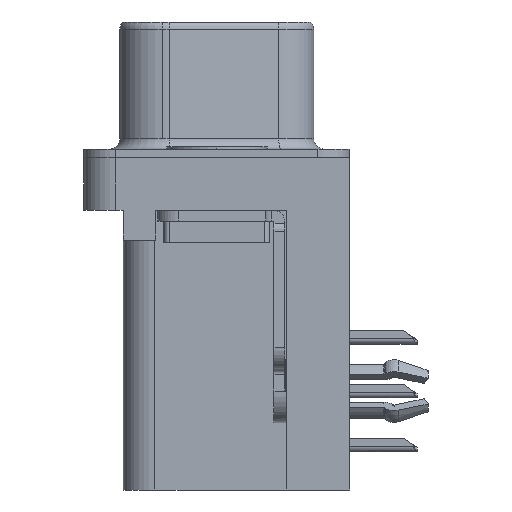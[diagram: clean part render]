
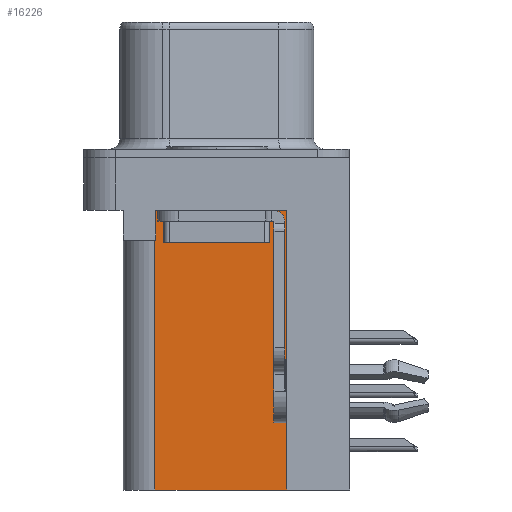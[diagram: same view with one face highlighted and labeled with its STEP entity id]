
A CAD part, left-side view. The second image highlights one B-rep face of the part: STEP entity #16226.
In plain terms, the highlighted planar face has unit normal (-1, 0, 0).
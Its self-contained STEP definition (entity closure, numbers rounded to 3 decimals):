
#339 = VECTOR ( 'NONE', #3714, 1000. ) ;
#730 = CARTESIAN_POINT ( 'NONE',  ( 3.765, -3.295, -15.7 ) ) ;
#992 = VERTEX_POINT ( 'NONE', #17587 ) ;
#1200 = EDGE_CURVE ( 'NONE', #15661, #10879, #16803, .T. ) ;
#1459 = CARTESIAN_POINT ( 'NONE',  ( 3.765, 2.895, -3.9 ) ) ;
#2207 = VECTOR ( 'NONE', #2957, 1000. ) ;
#2383 = CARTESIAN_POINT ( 'NONE',  ( 3.765, 2.895, -3.9 ) ) ;
#2612 = LINE ( 'NONE', #16278, #17195 ) ;
#2957 = DIRECTION ( 'NONE',  ( 0., 0., -1. ) ) ;
#3016 = VECTOR ( 'NONE', #15045, 1000. ) ;
#3714 = DIRECTION ( 'NONE',  ( 0., 1., 0. ) ) ;
#4206 = ORIENTED_EDGE ( 'NONE', *, *, #12791, .T. ) ;
#5302 = CARTESIAN_POINT ( 'NONE',  ( 3.765, -3.295, -15.7 ) ) ;
#5394 = DIRECTION ( 'NONE',  ( 0., 1., 0. ) ) ;
#5905 = CARTESIAN_POINT ( 'NONE',  ( 3.765, 2.925, -15.7 ) ) ;
#7561 = CARTESIAN_POINT ( 'NONE',  ( 3.765, 2.925, -3.9 ) ) ;
#8217 = EDGE_CURVE ( 'NONE', #10879, #15790, #19796, .T. ) ;
#8999 = ORIENTED_EDGE ( 'NONE', *, *, #22469, .F. ) ;
#9172 = LINE ( 'NONE', #5302, #12885 ) ;
#9407 = EDGE_CURVE ( 'NONE', #15335, #22358, #2612, .T. ) ;
#9526 = EDGE_LOOP ( 'NONE', ( #19455, #12278, #18295, #8999, #11570, #4206 ) ) ;
#10682 = DIRECTION ( 'NONE',  ( 0., 0., -1. ) ) ;
#10879 = VERTEX_POINT ( 'NONE', #2383 ) ;
#11570 = ORIENTED_EDGE ( 'NONE', *, *, #9407, .F. ) ;
#12254 = CARTESIAN_POINT ( 'NONE',  ( 3.765, 2.925, -15.7 ) ) ;
#12278 = ORIENTED_EDGE ( 'NONE', *, *, #1200, .T. ) ;
#12421 = PLANE ( 'NONE',  #15599 ) ;
#12791 = EDGE_CURVE ( 'NONE', #15335, #992, #9172, .T. ) ;
#12795 = VECTOR ( 'NONE', #13248, 1000. ) ;
#12885 = VECTOR ( 'NONE', #16190, 1000. ) ;
#13248 = DIRECTION ( 'NONE',  ( 0., 0., 1. ) ) ;
#15045 = DIRECTION ( 'NONE',  ( 0., 1., 0. ) ) ;
#15335 = VERTEX_POINT ( 'NONE', #730 ) ;
#15599 = AXIS2_PLACEMENT_3D ( 'NONE', #17852, #21501, #10682 ) ;
#15661 = VERTEX_POINT ( 'NONE', #16373 ) ;
#15790 = VERTEX_POINT ( 'NONE', #7561 ) ;
#15848 = FACE_OUTER_BOUND ( 'NONE', #9526, .T. ) ;
#16190 = DIRECTION ( 'NONE',  ( 0., 0., 1. ) ) ;
#16226 = ADVANCED_FACE ( 'NONE', ( #15848 ), #12421, .F. ) ;
#16278 = CARTESIAN_POINT ( 'NONE',  ( 3.765, -3.295, -15.7 ) ) ;
#16373 = CARTESIAN_POINT ( 'NONE',  ( 3.765, 2.895, -2.5 ) ) ;
#16803 = LINE ( 'NONE', #1459, #2207 ) ;
#16878 = CARTESIAN_POINT ( 'NONE',  ( 3.765, -3.295, -2.5 ) ) ;
#17195 = VECTOR ( 'NONE', #5394, 1000. ) ;
#17587 = CARTESIAN_POINT ( 'NONE',  ( 3.765, -3.295, -2.5 ) ) ;
#17596 = LINE ( 'NONE', #16878, #3016 ) ;
#17852 = CARTESIAN_POINT ( 'NONE',  ( 3.765, -3.295, -15.7 ) ) ;
#18295 = ORIENTED_EDGE ( 'NONE', *, *, #8217, .T. ) ;
#18323 = CARTESIAN_POINT ( 'NONE',  ( 3.765, 0., -3.9 ) ) ;
#19455 = ORIENTED_EDGE ( 'NONE', *, *, #22475, .T. ) ;
#19796 = LINE ( 'NONE', #18323, #339 ) ;
#21501 = DIRECTION ( 'NONE',  ( 1., 0., 0. ) ) ;
#22358 = VERTEX_POINT ( 'NONE', #12254 ) ;
#22438 = LINE ( 'NONE', #5905, #12795 ) ;
#22469 = EDGE_CURVE ( 'NONE', #22358, #15790, #22438, .T. ) ;
#22475 = EDGE_CURVE ( 'NONE', #992, #15661, #17596, .T. ) ;
